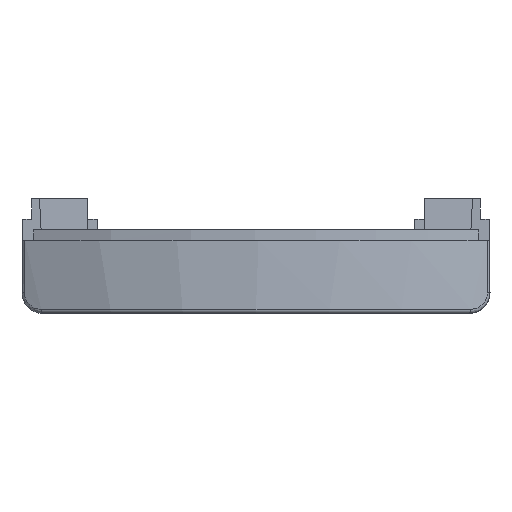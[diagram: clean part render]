
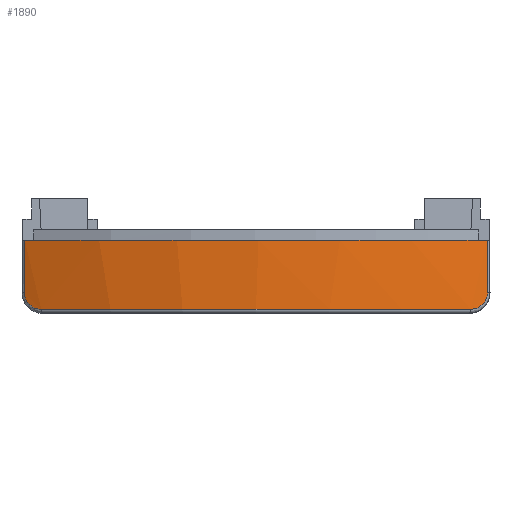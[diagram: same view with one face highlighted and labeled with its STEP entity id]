
A CAD part, left-side view. The second image highlights one B-rep face of the part: STEP entity #1890.
In plain terms, the highlighted conical face has half-angle 0.5 degrees and reference radius 63.5 mm.
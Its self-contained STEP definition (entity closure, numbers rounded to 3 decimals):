
#1826=CARTESIAN_POINT('Axis2P3D Location',(24.497,0.,12.7)) ;
#1832=CARTESIAN_POINT('Control Point',(-32.506,28.181,2.562)) ;
#1833=CARTESIAN_POINT('Control Point',(-32.488,28.153,5.726)) ;
#1834=CARTESIAN_POINT('Control Point',(-32.471,28.125,8.89)) ;
#1835=CARTESIAN_POINT('Vertex',(-32.471,28.125,8.89)) ;
#1837=CARTESIAN_POINT('Vertex',(-32.506,28.181,2.562)) ;
#1841=CARTESIAN_POINT('Control Point',(-32.506,28.181,2.562)) ;
#1842=CARTESIAN_POINT('Control Point',(-32.509,28.186,1.892)) ;
#1843=CARTESIAN_POINT('Control Point',(-32.653,27.909,1.216)) ;
#1844=CARTESIAN_POINT('Control Point',(-32.921,27.376,0.75)) ;
#1845=CARTESIAN_POINT('Control Point',(-33.211,26.758,0.512)) ;
#1846=CARTESIAN_POINT('Control Point',(-33.493,26.132,0.512)) ;
#1847=CARTESIAN_POINT('Vertex',(-33.493,26.132,0.512)) ;
#1850=CARTESIAN_POINT('Axis2P3D Location',(24.497,0.,0.512)) ;
#1854=CARTESIAN_POINT('Vertex',(-33.493,-26.132,0.512)) ;
#1858=CARTESIAN_POINT('Control Point',(-33.493,-26.132,0.512)) ;
#1859=CARTESIAN_POINT('Control Point',(-33.211,-26.758,0.512)) ;
#1860=CARTESIAN_POINT('Control Point',(-32.921,-27.376,0.749)) ;
#1861=CARTESIAN_POINT('Control Point',(-32.653,-27.909,1.216)) ;
#1862=CARTESIAN_POINT('Control Point',(-32.509,-28.186,1.892)) ;
#1863=CARTESIAN_POINT('Control Point',(-32.506,-28.181,2.562)) ;
#1864=CARTESIAN_POINT('Vertex',(-32.506,-28.181,2.562)) ;
#1868=CARTESIAN_POINT('Control Point',(-32.471,-28.125,8.89)) ;
#1869=CARTESIAN_POINT('Control Point',(-32.488,-28.153,5.726)) ;
#1870=CARTESIAN_POINT('Control Point',(-32.506,-28.181,2.562)) ;
#1871=CARTESIAN_POINT('Vertex',(-32.471,-28.125,8.89)) ;
#1875=CARTESIAN_POINT('Control Point',(-32.471,-28.125,8.89)) ;
#1876=CARTESIAN_POINT('Control Point',(-37.631,-17.675,8.89)) ;
#1877=CARTESIAN_POINT('Control Point',(-40.395,-6.042,8.89)) ;
#1878=CARTESIAN_POINT('Control Point',(-40.395,6.042,8.89)) ;
#1879=CARTESIAN_POINT('Control Point',(-37.631,17.675,8.89)) ;
#1880=CARTESIAN_POINT('Control Point',(-32.471,28.125,8.89)) ;
#1827=DIRECTION('Axis2P3D Direction',(-0.,-0.,-1.)) ;
#1828=DIRECTION('Axis2P3D XDirection',(1.,0.,0.)) ;
#1851=DIRECTION('Axis2P3D Direction',(0.,0.,1.)) ;
#1829=AXIS2_PLACEMENT_3D('Cone Axis2P3D',#1826,#1827,#1828) ;
#1852=AXIS2_PLACEMENT_3D('Circle Axis2P3D',#1850,#1851,$) ;
#1883=ORIENTED_EDGE('',*,*,#1839,.T.) ;
#1884=ORIENTED_EDGE('',*,*,#1849,.T.) ;
#1885=ORIENTED_EDGE('',*,*,#1856,.T.) ;
#1886=ORIENTED_EDGE('',*,*,#1866,.T.) ;
#1887=ORIENTED_EDGE('',*,*,#1873,.T.) ;
#1888=ORIENTED_EDGE('',*,*,#1881,.F.) ;
#1890=ADVANCED_FACE('PartBody',(#1889),#1830,.T.) ;
#1831=B_SPLINE_CURVE_WITH_KNOTS('',2,(#1832,#1833,#1834),.UNSPECIFIED.,.F.,.U.,(3,3),(6.139,15.089),.UNSPECIFIED.) ;
#1840=B_SPLINE_CURVE_WITH_KNOTS('',5,(#1841,#1842,#1843,#1844,#1845,#1846),.UNSPECIFIED.,.F.,.U.,(6,6),(8.026,13.389),.UNSPECIFIED.) ;
#1857=B_SPLINE_CURVE_WITH_KNOTS('',5,(#1858,#1859,#1860,#1861,#1862,#1863),.UNSPECIFIED.,.F.,.U.,(6,6),(7.869,13.234),.UNSPECIFIED.) ;
#1867=B_SPLINE_CURVE_WITH_KNOTS('',2,(#1868,#1869,#1870),.UNSPECIFIED.,.F.,.U.,(3,3),(6.101,15.05),.UNSPECIFIED.) ;
#1874=B_SPLINE_CURVE_WITH_KNOTS('',5,(#1875,#1876,#1877,#1878,#1879,#1880),.UNSPECIFIED.,.F.,.U.,(6,6),(0.394,82.781),.UNSPECIFIED.) ;
#1853=CIRCLE('generated circle',#1852,63.606) ;
#1830=CONICAL_SURFACE('Cone',#1829,63.5,0.009) ;
#1839=EDGE_CURVE('',#1836,#1838,#1831,.F.) ;
#1849=EDGE_CURVE('',#1838,#1848,#1840,.T.) ;
#1856=EDGE_CURVE('',#1848,#1855,#1853,.T.) ;
#1866=EDGE_CURVE('',#1855,#1865,#1857,.T.) ;
#1873=EDGE_CURVE('',#1865,#1872,#1867,.F.) ;
#1881=EDGE_CURVE('',#1836,#1872,#1874,.F.) ;
#1882=EDGE_LOOP('',(#1883,#1884,#1885,#1886,#1887,#1888)) ;
#1889=FACE_OUTER_BOUND('',#1882,.T.) ;
#1836=VERTEX_POINT('',#1835) ;
#1838=VERTEX_POINT('',#1837) ;
#1848=VERTEX_POINT('',#1847) ;
#1855=VERTEX_POINT('',#1854) ;
#1865=VERTEX_POINT('',#1864) ;
#1872=VERTEX_POINT('',#1871) ;
